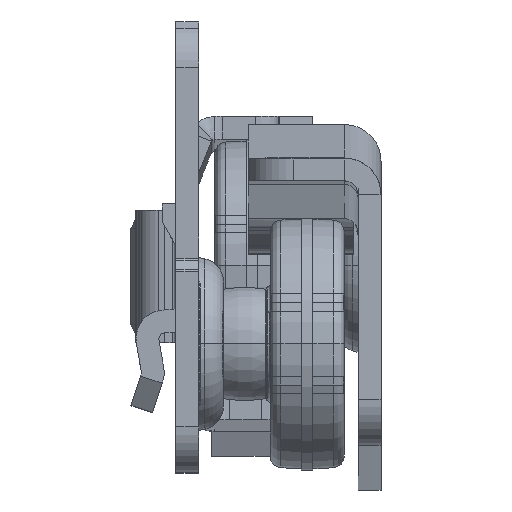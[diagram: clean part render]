
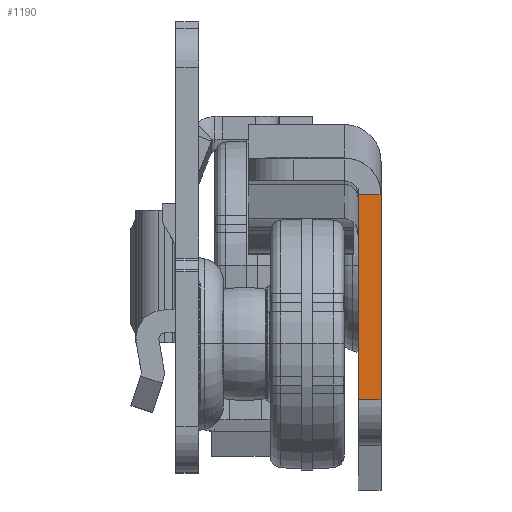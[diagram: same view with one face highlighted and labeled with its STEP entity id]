
A CAD part, top view. The second image highlights one B-rep face of the part: STEP entity #1190.
In plain terms, the highlighted face is planar.
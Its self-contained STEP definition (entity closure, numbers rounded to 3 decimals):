
#120 = CARTESIAN_POINT ( 'NONE',  ( -2., -7.75, 645.5 ) ) ;
#1190 = ADVANCED_FACE ( 'NONE', ( #22538 ), #39005, .T. ) ;
#1474 = ORIENTED_EDGE ( 'NONE', *, *, #20516, .T. ) ;
#1554 = VECTOR ( 'NONE', #8969, 1000. ) ;
#1991 = DIRECTION ( 'NONE',  ( 0., 0., 1. ) ) ;
#3609 = VERTEX_POINT ( 'NONE', #120 ) ;
#4885 = LINE ( 'NONE', #42427, #15076 ) ;
#5966 = CARTESIAN_POINT ( 'NONE',  ( -2., 10.226, 645.5 ) ) ;
#8425 = DIRECTION ( 'NONE',  ( 1., 0., 0. ) ) ;
#8949 = DIRECTION ( 'NONE',  ( 0., -1., 0. ) ) ;
#8969 = DIRECTION ( 'NONE',  ( 0., -1., 0. ) ) ;
#11712 = EDGE_CURVE ( 'NONE', #26797, #18522, #26075, .T. ) ;
#12196 = LINE ( 'NONE', #41096, #26307 ) ;
#12818 = ORIENTED_EDGE ( 'NONE', *, *, #18284, .F. ) ;
#13664 = DIRECTION ( 'NONE',  ( 1., 0., 0. ) ) ;
#15076 = VECTOR ( 'NONE', #8949, 1000. ) ;
#18275 = EDGE_CURVE ( 'NONE', #3609, #50771, #12196, .T. ) ;
#18284 = EDGE_CURVE ( 'NONE', #18522, #50771, #4885, .T. ) ;
#18522 = VERTEX_POINT ( 'NONE', #23894 ) ;
#18763 = CARTESIAN_POINT ( 'NONE',  ( -2., -11.75, 645.5 ) ) ;
#19225 = EDGE_LOOP ( 'NONE', ( #46523, #1474, #32439, #12818 ) ) ;
#20516 = EDGE_CURVE ( 'NONE', #26797, #3609, #45974, .T. ) ;
#22538 = FACE_OUTER_BOUND ( 'NONE', #19225, .T. ) ;
#23894 = CARTESIAN_POINT ( 'NONE',  ( 0., 10.226, 645.5 ) ) ;
#24277 = VECTOR ( 'NONE', #13664, 1000. ) ;
#25286 = CARTESIAN_POINT ( 'NONE',  ( -2., 10.226, 645.5 ) ) ;
#26075 = LINE ( 'NONE', #25286, #24277 ) ;
#26307 = VECTOR ( 'NONE', #8425, 1000. ) ;
#26797 = VERTEX_POINT ( 'NONE', #5966 ) ;
#28944 = CARTESIAN_POINT ( 'NONE',  ( -2., -11.75, 645.5 ) ) ;
#30918 = DIRECTION ( 'NONE',  ( 1., 0., 0. ) ) ;
#31788 = AXIS2_PLACEMENT_3D ( 'NONE', #18763, #1991, #30918 ) ;
#32439 = ORIENTED_EDGE ( 'NONE', *, *, #18275, .T. ) ;
#39005 = PLANE ( 'NONE',  #31788 ) ;
#41096 = CARTESIAN_POINT ( 'NONE',  ( -2., -7.75, 645.5 ) ) ;
#42427 = CARTESIAN_POINT ( 'NONE',  ( 0., -11.75, 645.5 ) ) ;
#45974 = LINE ( 'NONE', #28944, #1554 ) ;
#46523 = ORIENTED_EDGE ( 'NONE', *, *, #11712, .F. ) ;
#50771 = VERTEX_POINT ( 'NONE', #51081 ) ;
#51081 = CARTESIAN_POINT ( 'NONE',  ( 0., -7.75, 645.5 ) ) ;
